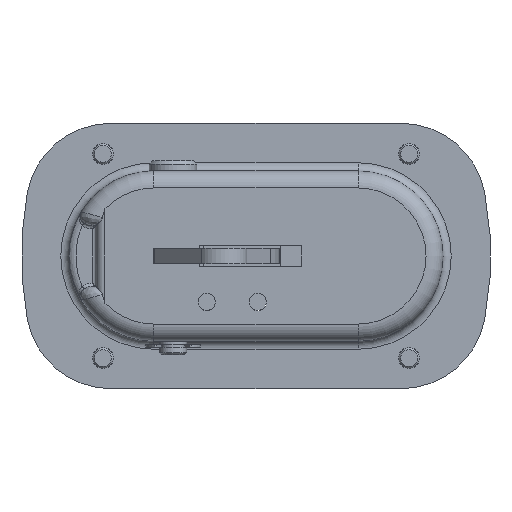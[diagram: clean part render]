
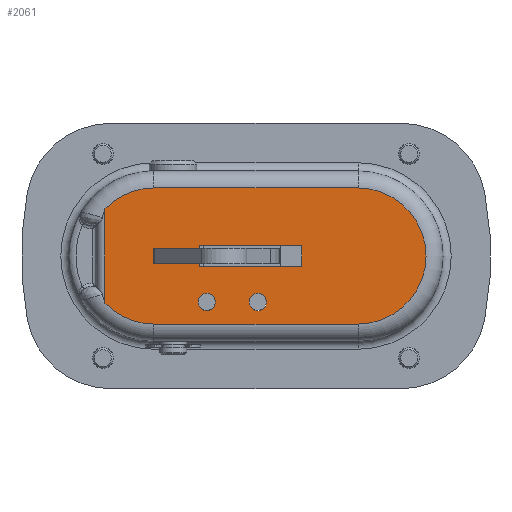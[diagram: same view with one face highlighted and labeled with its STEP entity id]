
A CAD part, front view. The second image highlights one B-rep face of the part: STEP entity #2061.
In plain terms, the highlighted planar face has unit normal (0, -1, 0).
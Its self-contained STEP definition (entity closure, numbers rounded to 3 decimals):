
#720 = PLANE ( 'NONE',  #8217 ) ;
#721 = CARTESIAN_POINT ( 'NONE',  ( -30., -25., 0. ) ) ;
#722 = DIRECTION ( 'NONE',  ( 0., 1., 0. ) ) ;
#723 = DIRECTION ( 'NONE',  ( 0., 0., 1. ) ) ;
#1119 = CIRCLE ( 'NONE', #7875, 20. ) ;
#1120 = CIRCLE ( 'NONE', #7878, 2.55 ) ;
#1125 = CIRCLE ( 'NONE', #7891, 2.55 ) ;
#1127 = CIRCLE ( 'NONE', #7895, 2.55 ) ;
#1644 = CIRCLE ( 'NONE', #3365, 2.55 ) ;
#1645 = CIRCLE ( 'NONE', #3369, 20. ) ;
#1649 = CIRCLE ( 'NONE', #3366, 20. ) ;
#2061 = ADVANCED_FACE ( 'NONE', ( #8216, #8220, #8222, #8224 ), #720, .F. ) ;
#3365 = AXIS2_PLACEMENT_3D ( 'NONE', #5141, #5142, #5143 ) ;
#3366 = AXIS2_PLACEMENT_3D ( 'NONE', #5150, #5154, #5155 ) ;
#3369 = AXIS2_PLACEMENT_3D ( 'NONE', #5144, #5148, #5149 ) ;
#3370 = VECTOR ( 'NONE', #5147, 1000. ) ;
#3372 = VECTOR ( 'NONE', #5153, 1000. ) ;
#3374 = VECTOR ( 'NONE', #5159, 1000. ) ;
#3681 = CARTESIAN_POINT ( 'NONE',  ( -30., -25., 0. ) ) ;
#3682 = DIRECTION ( 'NONE',  ( 0., -1., 0. ) ) ;
#3683 = DIRECTION ( 'NONE',  ( 0., 0., 1. ) ) ;
#3688 = CARTESIAN_POINT ( 'NONE',  ( -14.5, -25., -13.5 ) ) ;
#3689 = LINE ( 'NONE', #3690, #7879 ) ;
#3690 = CARTESIAN_POINT ( 'NONE',  ( -16.5, -25., -3. ) ) ;
#3691 = DIRECTION ( 'NONE',  ( 0., 0., 1. ) ) ;
#3692 = LINE ( 'NONE', #3693, #7880 ) ;
#3693 = CARTESIAN_POINT ( 'NONE',  ( -16.5, -25., -3. ) ) ;
#3694 = DIRECTION ( 'NONE',  ( -1., 0., 0. ) ) ;
#3695 = LINE ( 'NONE', #3696, #7881 ) ;
#3696 = CARTESIAN_POINT ( 'NONE',  ( -16.5, -25., 3. ) ) ;
#3697 = DIRECTION ( 'NONE',  ( 1., 0., 0. ) ) ;
#3698 = LINE ( 'NONE', #3699, #7883 ) ;
#3699 = CARTESIAN_POINT ( 'NONE',  ( 13.5, -25., -3. ) ) ;
#3700 = DIRECTION ( 'NONE',  ( 0., 0., -1. ) ) ;
#3701 = DIRECTION ( 'NONE',  ( 0., 1., 0. ) ) ;
#3702 = DIRECTION ( 'NONE',  ( 0., 0., 1. ) ) ;
#3718 = CARTESIAN_POINT ( 'NONE',  ( 0.5, -25., -13.5 ) ) ;
#3728 = DIRECTION ( 'NONE',  ( 0., 1., 0. ) ) ;
#3729 = DIRECTION ( 'NONE',  ( 0., 0., 1. ) ) ;
#3733 = CARTESIAN_POINT ( 'NONE',  ( -14.5, -25., -13.5 ) ) ;
#3740 = DIRECTION ( 'NONE',  ( 0., 1., 0. ) ) ;
#3741 = DIRECTION ( 'NONE',  ( 0., 0., 1. ) ) ;
#4153 = EDGE_CURVE ( 'NONE', #4839, #4838, #1644, .T. ) ;
#4154 = EDGE_CURVE ( 'NONE', #4631, #4625, #5145, .T. ) ;
#4155 = EDGE_CURVE ( 'NONE', #4630, #4631, #1645, .T. ) ;
#4156 = EDGE_CURVE ( 'NONE', #4624, #4632, #5151, .T. ) ;
#4157 = EDGE_CURVE ( 'NONE', #4632, #4633, #1649, .T. ) ;
#4158 = EDGE_CURVE ( 'NONE', #4633, #4630, #5157, .T. ) ;
#4624 = VERTEX_POINT ( 'NONE', #6310 ) ;
#4625 = VERTEX_POINT ( 'NONE', #6311 ) ;
#4626 = VERTEX_POINT ( 'NONE', #6312 ) ;
#4627 = VERTEX_POINT ( 'NONE', #6313 ) ;
#4628 = VERTEX_POINT ( 'NONE', #6314 ) ;
#4629 = VERTEX_POINT ( 'NONE', #6315 ) ;
#4630 = VERTEX_POINT ( 'NONE', #6316 ) ;
#4631 = VERTEX_POINT ( 'NONE', #6317 ) ;
#4632 = VERTEX_POINT ( 'NONE', #6318 ) ;
#4633 = VERTEX_POINT ( 'NONE', #6319 ) ;
#4838 = VERTEX_POINT ( 'NONE', #6519 ) ;
#4839 = VERTEX_POINT ( 'NONE', #6520 ) ;
#4842 = VERTEX_POINT ( 'NONE', #6523 ) ;
#4843 = VERTEX_POINT ( 'NONE', #6524 ) ;
#5141 = CARTESIAN_POINT ( 'NONE',  ( 0.5, -25., -13.5 ) ) ;
#5142 = DIRECTION ( 'NONE',  ( 0., 1., 0. ) ) ;
#5143 = DIRECTION ( 'NONE',  ( 0., 0., 1. ) ) ;
#5144 = CARTESIAN_POINT ( 'NONE',  ( -30., -25., 0. ) ) ;
#5145 = LINE ( 'NONE', #5146, #3370 ) ;
#5146 = CARTESIAN_POINT ( 'NONE',  ( -44.4, -25., 0. ) ) ;
#5147 = DIRECTION ( 'NONE',  ( 0., 0., -1. ) ) ;
#5148 = DIRECTION ( 'NONE',  ( 0., -1., 0. ) ) ;
#5149 = DIRECTION ( 'NONE',  ( 0., 0., 1. ) ) ;
#5150 = CARTESIAN_POINT ( 'NONE',  ( 30., -25., 0. ) ) ;
#5151 = LINE ( 'NONE', #5152, #3372 ) ;
#5152 = CARTESIAN_POINT ( 'NONE',  ( 30., -25., -20. ) ) ;
#5153 = DIRECTION ( 'NONE',  ( 1., 0., 0. ) ) ;
#5154 = DIRECTION ( 'NONE',  ( 0., -1., 0. ) ) ;
#5155 = DIRECTION ( 'NONE',  ( 0., 0., 1. ) ) ;
#5157 = LINE ( 'NONE', #5158, #3374 ) ;
#5158 = CARTESIAN_POINT ( 'NONE',  ( -30., -25., 20. ) ) ;
#5159 = DIRECTION ( 'NONE',  ( -1., 0., 0. ) ) ;
#6310 = CARTESIAN_POINT ( 'NONE',  ( -30., -25., -20. ) ) ;
#6311 = CARTESIAN_POINT ( 'NONE',  ( -44.4, -25., -13.879 ) ) ;
#6312 = CARTESIAN_POINT ( 'NONE',  ( 13.5, -25., -3. ) ) ;
#6313 = CARTESIAN_POINT ( 'NONE',  ( -16.5, -25., -3. ) ) ;
#6314 = CARTESIAN_POINT ( 'NONE',  ( -16.5, -25., 3. ) ) ;
#6315 = CARTESIAN_POINT ( 'NONE',  ( 13.5, -25., 3. ) ) ;
#6316 = CARTESIAN_POINT ( 'NONE',  ( -30., -25., 20. ) ) ;
#6317 = CARTESIAN_POINT ( 'NONE',  ( -44.4, -25., 13.879 ) ) ;
#6318 = CARTESIAN_POINT ( 'NONE',  ( 30., -25., -20. ) ) ;
#6319 = CARTESIAN_POINT ( 'NONE',  ( 30., -25., 20. ) ) ;
#6519 = CARTESIAN_POINT ( 'NONE',  ( 0.5, -25., -16.05 ) ) ;
#6520 = CARTESIAN_POINT ( 'NONE',  ( 0.5, -25., -10.95 ) ) ;
#6523 = CARTESIAN_POINT ( 'NONE',  ( -14.5, -25., -16.05 ) ) ;
#6524 = CARTESIAN_POINT ( 'NONE',  ( -14.5, -25., -10.95 ) ) ;
#6676 = EDGE_CURVE ( 'NONE', #4625, #4624, #1119, .T. ) ;
#6678 = EDGE_CURVE ( 'NONE', #4627, #4628, #3689, .T. ) ;
#6679 = EDGE_CURVE ( 'NONE', #4626, #4627, #3692, .T. ) ;
#6680 = EDGE_CURVE ( 'NONE', #4628, #4629, #3695, .T. ) ;
#6681 = EDGE_CURVE ( 'NONE', #4629, #4626, #3698, .T. ) ;
#6682 = EDGE_CURVE ( 'NONE', #4843, #4842, #1120, .T. ) ;
#6691 = EDGE_CURVE ( 'NONE', #4838, #4839, #1125, .T. ) ;
#6695 = EDGE_CURVE ( 'NONE', #4842, #4843, #1127, .T. ) ;
#7439 = ORIENTED_EDGE ( 'NONE', *, *, #6691, .T. ) ;
#7440 = ORIENTED_EDGE ( 'NONE', *, *, #4155, .T. ) ;
#7441 = ORIENTED_EDGE ( 'NONE', *, *, #6676, .T. ) ;
#7442 = ORIENTED_EDGE ( 'NONE', *, *, #4154, .T. ) ;
#7444 = ORIENTED_EDGE ( 'NONE', *, *, #4156, .T. ) ;
#7445 = ORIENTED_EDGE ( 'NONE', *, *, #4158, .T. ) ;
#7446 = ORIENTED_EDGE ( 'NONE', *, *, #4157, .T. ) ;
#7875 = AXIS2_PLACEMENT_3D ( 'NONE', #3681, #3682, #3683 ) ;
#7878 = AXIS2_PLACEMENT_3D ( 'NONE', #3688, #3701, #3702 ) ;
#7879 = VECTOR ( 'NONE', #3691, 1000. ) ;
#7880 = VECTOR ( 'NONE', #3694, 1000. ) ;
#7881 = VECTOR ( 'NONE', #3697, 1000. ) ;
#7883 = VECTOR ( 'NONE', #3700, 1000. ) ;
#7891 = AXIS2_PLACEMENT_3D ( 'NONE', #3718, #3728, #3729 ) ;
#7895 = AXIS2_PLACEMENT_3D ( 'NONE', #3733, #3740, #3741 ) ;
#8216 = FACE_BOUND ( 'NONE', #9249, .T. ) ;
#8217 = AXIS2_PLACEMENT_3D ( 'NONE', #721, #722, #723 ) ;
#8220 = FACE_BOUND ( 'NONE', #9250, .T. ) ;
#8222 = FACE_BOUND ( 'NONE', #9251, .T. ) ;
#8224 = FACE_OUTER_BOUND ( 'NONE', #9252, .T. ) ;
#9249 = EDGE_LOOP ( 'NONE', ( #9868, #9870, #9869, #9871 ) ) ;
#9250 = EDGE_LOOP ( 'NONE', ( #9873, #9875 ) ) ;
#9251 = EDGE_LOOP ( 'NONE', ( #9872, #7439 ) ) ;
#9252 = EDGE_LOOP ( 'NONE', ( #7440, #7442, #7441, #7444, #7446, #7445 ) ) ;
#9868 = ORIENTED_EDGE ( 'NONE', *, *, #6679, .T. ) ;
#9869 = ORIENTED_EDGE ( 'NONE', *, *, #6680, .T. ) ;
#9870 = ORIENTED_EDGE ( 'NONE', *, *, #6678, .T. ) ;
#9871 = ORIENTED_EDGE ( 'NONE', *, *, #6681, .T. ) ;
#9872 = ORIENTED_EDGE ( 'NONE', *, *, #4153, .T. ) ;
#9873 = ORIENTED_EDGE ( 'NONE', *, *, #6682, .T. ) ;
#9875 = ORIENTED_EDGE ( 'NONE', *, *, #6695, .T. ) ;
